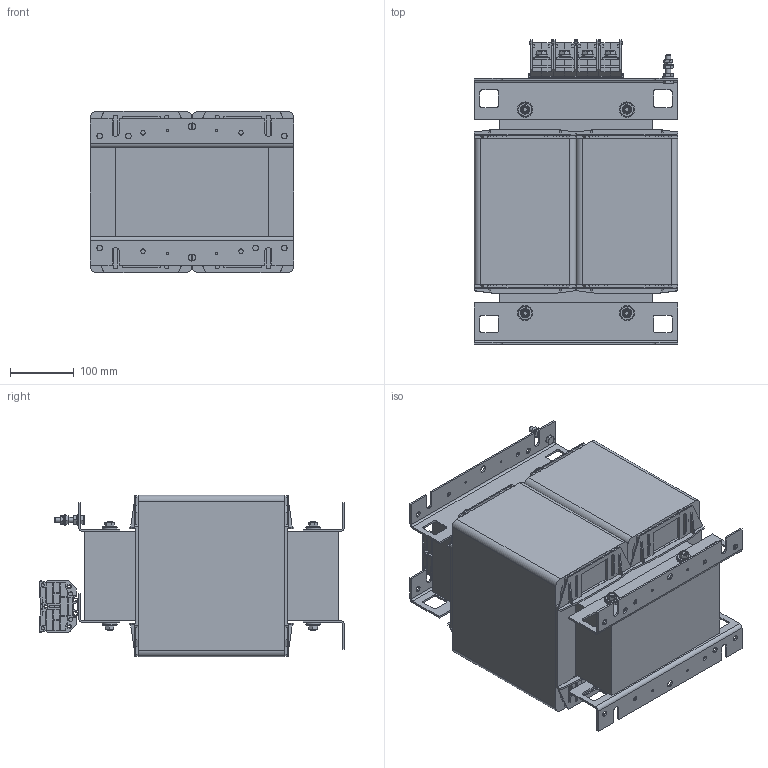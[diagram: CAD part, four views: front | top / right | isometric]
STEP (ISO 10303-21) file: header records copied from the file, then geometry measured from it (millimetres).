
FILE_DESCRIPTION(/* description */ (''),/* implementation_level */ '2;1');
FILE_NAME(/* name */ 'TKX25.stp',/* time_stamp */ '2024-01-08T12:09:29+01:00',/* author */ ('ops'),/* organization */ (''),/* preprocessor_version */ 'ST-DEVELOPER v16.13',/* originating_system */ 'Autodesk Inventor 2018',/* authorisation */ '');
FILE_SCHEMA (('AUTOMOTIVE_DESIGN { 1 0 10303 214 3 1 1 }'));
Products named in the file (1): TKX25
Bounding box: 320 x 479.2 x 254 mm (x, y, z)
Volume: 24983347.9 mm3; surface area: 2339270.7 mm2
Topology: 89 solids, 89 shells, 4664 faces, 11942 edges, 7599 vertices
Faces by surface type: plane 3364, cylinder 872, cone 278, torus 106, sphere 44
Full cylindrical faces by diameter (mm): 3.5 x8, 4.1 x8, 4.2 x18, 4.25 x1, 4.96 x8, 5.1 x8, 6.42 x16, 6.5 x8, 6.6 x8, 6.647 x11, 7 x8, 8 x5, 8.3 x8, 8.4 x1, 9 x12, 9.85 x8, 10.5 x8, 11 x4, 11.7 x1, 12 x4, 12.25 x8, 13 x16, 16 x1, 20 x8, 24 x8
Entity records: 141629 total; most frequent: CARTESIAN_POINT 24735, ORIENTED_EDGE 23166, DIRECTION 22759, EDGE_CURVE 11567, LINE 9217, VECTOR 9217, VERTEX_POINT 7567, AXIS2_PLACEMENT_3D 6771
